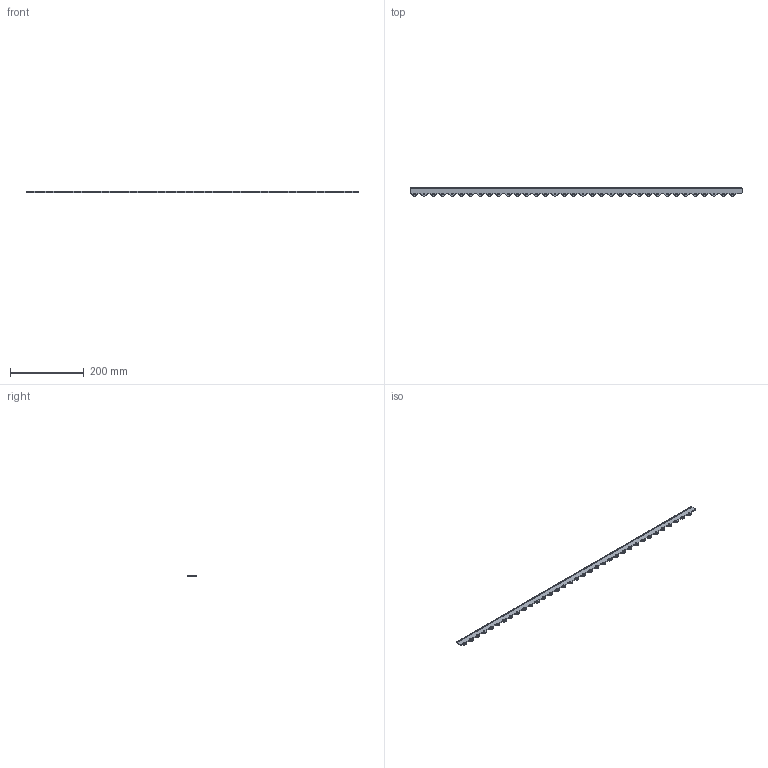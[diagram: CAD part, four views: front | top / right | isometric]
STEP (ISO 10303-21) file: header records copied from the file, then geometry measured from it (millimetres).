
FILE_DESCRIPTION (( 'STEP AP214' ), '1' );
FILE_NAME ('WCP-0291.step', '2023-12-05T20:40:42', ( '' ), ( '' ), 'SwSTEP 2.0', 'SolidWorks 2022', '' );
FILE_SCHEMA (( 'AUTOMOTIVE_DESIGN' ));
Length unit declared in the file: inch
Products named in the file (1): WCP-0291
Bounding box: 901.7 x 23.47 x 3.17 mm (x, y, z)
Volume: 50312.2 mm3; surface area: 42925.6 mm2
Topology: 1 solids, 1 shells, 1574 faces, 4716 edges, 3144 vertices
Faces by surface type: plane 945, cylinder 629
Entity records: 53338 total; most frequent: CARTESIAN_POINT 9435, ORIENTED_EDGE 9432, DIRECTION 9124, EDGE_CURVE 4716, LINE 3458, VECTOR 3458, VERTEX_POINT 3144, AXIS2_PLACEMENT_3D 2833
